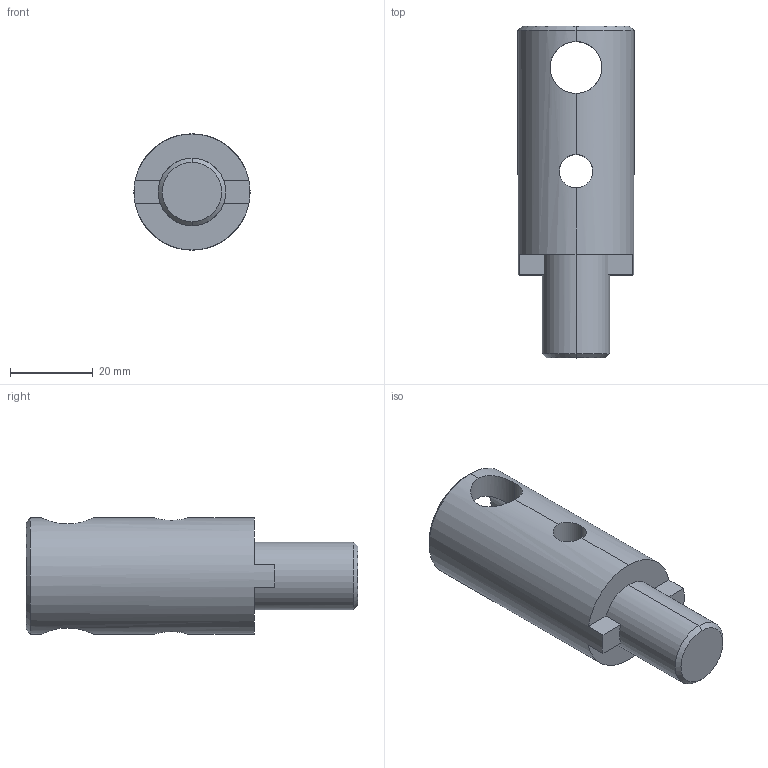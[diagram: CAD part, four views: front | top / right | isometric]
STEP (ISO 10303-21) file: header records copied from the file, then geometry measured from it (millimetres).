
FILE_DESCRIPTION (( 'STEP AP214' ), '1' );
FILE_NAME ('000091A.STEP', '2023-04-25T09:21:22', ( '' ), ( '' ), 'SwSTEP 2.0', 'SolidWorks 2023', '' );
FILE_SCHEMA (( 'AUTOMOTIVE_DESIGN' ));
Length unit declared in the file: millimetre
Products named in the file (1): 000091A
Bounding box: 28 x 80 x 28 mm (x, y, z)
Volume: 32241.7 mm3; surface area: 12444.7 mm2
Topology: 2 solids, 2 shells, 33 faces, 114 edges, 74 vertices
Faces by surface type: cylinder 16, plane 11, cone 6
Entity records: 1964 total; most frequent: CARTESIAN_POINT 984, ORIENTED_EDGE 228, DIRECTION 168, EDGE_CURVE 114, VERTEX_POINT 74, AXIS2_PLACEMENT_3D 60, VECTOR 48, LINE 48
